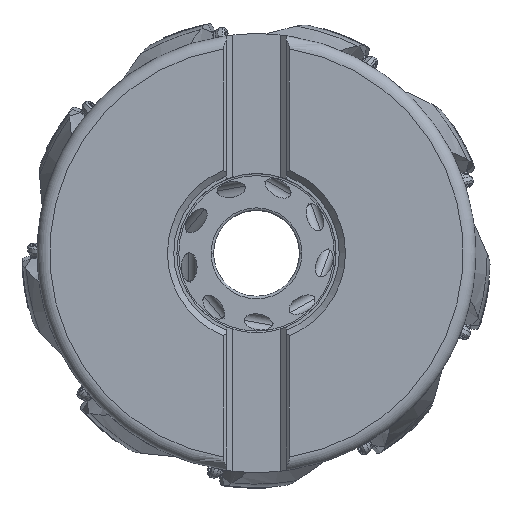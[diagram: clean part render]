
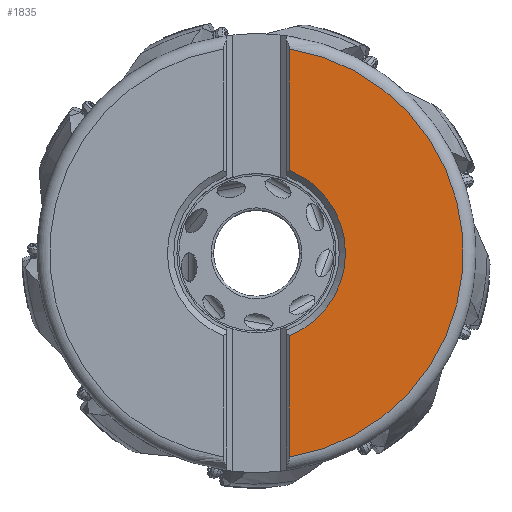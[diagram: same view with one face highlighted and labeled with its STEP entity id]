
A CAD part, top view. The second image highlights one B-rep face of the part: STEP entity #1835.
In plain terms, the highlighted planar face has unit normal (0, 0, 1).
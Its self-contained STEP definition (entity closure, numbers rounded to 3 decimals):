
#1051=FACE_OUTER_BOUND('',#2973,.T.);
#1835=ADVANCED_FACE('',(#1051),#2403,.T.);
#2403=PLANE('',#16366);
#2973=EDGE_LOOP('',(#8068,#8069,#8070,#8071));
#3838=LINE('',#35780,#4498);
#3839=LINE('',#35781,#4499);
#4498=VECTOR('',#19108,1.);
#4499=VECTOR('',#19109,1.);
#5134=CIRCLE('',#16360,33.);
#5137=CIRCLE('',#16365,14.2);
#8068=ORIENTED_EDGE('',*,*,#13447,.T.);
#8069=ORIENTED_EDGE('',*,*,#13448,.T.);
#8070=ORIENTED_EDGE('',*,*,#13440,.F.);
#8071=ORIENTED_EDGE('',*,*,#13449,.T.);
#11434=VERTEX_POINT('',#35741);
#11435=VERTEX_POINT('',#35742);
#11438=VERTEX_POINT('',#35778);
#11439=VERTEX_POINT('',#35779);
#13440=EDGE_CURVE('',#11434,#11435,#5134,.T.);
#13447=EDGE_CURVE('',#11438,#11439,#5137,.T.);
#13448=EDGE_CURVE('',#11439,#11435,#3838,.T.);
#13449=EDGE_CURVE('',#11434,#11438,#3839,.T.);
#16360=AXIS2_PLACEMENT_3D('',#35740,#19094,#19095);
#16365=AXIS2_PLACEMENT_3D('',#35777,#19106,#19107);
#16366=AXIS2_PLACEMENT_3D('',#35782,#19110,#19111);
#19094=DIRECTION('',(0.,0.,-1.));
#19095=DIRECTION('',(0.159,0.987,0.));
#19106=DIRECTION('',(0.,0.,-1.));
#19107=DIRECTION('',(0.371,0.929,0.));
#19108=DIRECTION('',(0.,-1.,0.));
#19109=DIRECTION('',(0.,-1.,0.));
#19110=DIRECTION('',(0.,0.,1.));
#19111=DIRECTION('',(1.,0.,0.));
#35740=CARTESIAN_POINT('',(0.,0.,0.));
#35741=CARTESIAN_POINT('',(5.263,32.578,0.));
#35742=CARTESIAN_POINT('',(5.263,-32.578,0.));
#35777=CARTESIAN_POINT('',(0.,0.,0.));
#35778=CARTESIAN_POINT('',(5.263,13.189,0.));
#35779=CARTESIAN_POINT('',(5.263,-13.189,0.));
#35780=CARTESIAN_POINT('',(5.263,-13.189,0.));
#35781=CARTESIAN_POINT('',(5.263,32.578,0.));
#35782=CARTESIAN_POINT('',(19.2,0.,0.));
